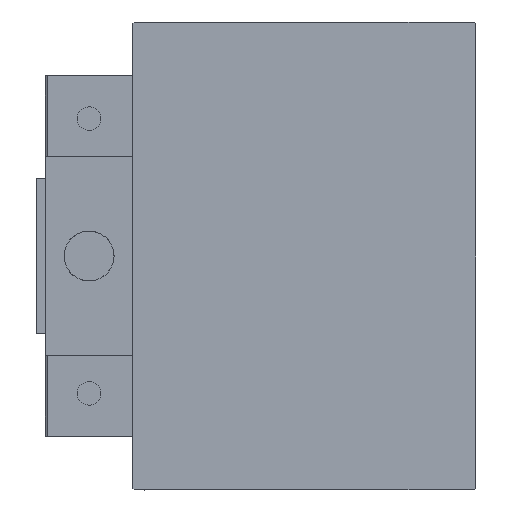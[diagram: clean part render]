
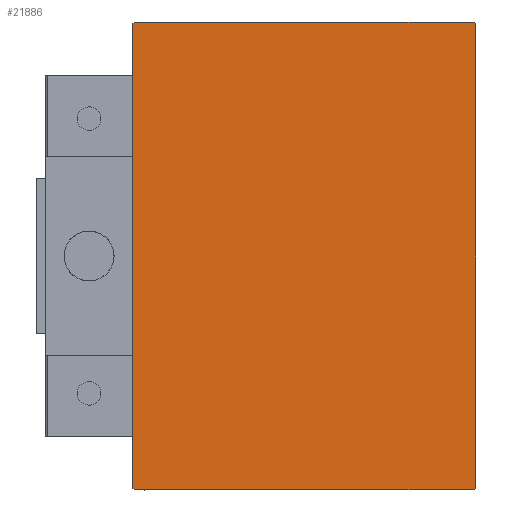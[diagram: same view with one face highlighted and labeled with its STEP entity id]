
A CAD part, left-side view. The second image highlights one B-rep face of the part: STEP entity #21886.
In plain terms, the highlighted face is planar.
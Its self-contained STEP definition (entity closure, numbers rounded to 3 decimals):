
#1790 = AXIS2_PLACEMENT_3D ( 'NONE', #46904, #35187, #11244 ) ;
#2253 = CARTESIAN_POINT ( 'NONE',  ( 135., 27.5, 37.2 ) ) ;
#2892 = VERTEX_POINT ( 'NONE', #41111 ) ;
#4532 = CARTESIAN_POINT ( 'NONE',  ( 135., -27.5, 37.2 ) ) ;
#5094 = EDGE_CURVE ( 'NONE', #41491, #23985, #13164, .T. ) ;
#5476 = DIRECTION ( 'NONE',  ( 0., 0., 1. ) ) ;
#5659 = EDGE_CURVE ( 'NONE', #14035, #2892, #16433, .T. ) ;
#7867 = DIRECTION ( 'NONE',  ( 0., 0.707, 0.707 ) ) ;
#8398 = ORIENTED_EDGE ( 'NONE', *, *, #26260, .T. ) ;
#8636 = CARTESIAN_POINT ( 'NONE',  ( 135., 32.35, -32.35 ) ) ;
#8948 = CARTESIAN_POINT ( 'NONE',  ( 135., -27.5, -37.2 ) ) ;
#9390 = ORIENTED_EDGE ( 'NONE', *, *, #10629, .T. ) ;
#9556 = CARTESIAN_POINT ( 'NONE',  ( 135., 32.35, 32.35 ) ) ;
#10326 = DIRECTION ( 'NONE',  ( 0., 0.707, -0.707 ) ) ;
#10629 = EDGE_CURVE ( 'NONE', #23985, #35688, #33919, .T. ) ;
#11244 = DIRECTION ( 'NONE',  ( 0., 0., -1. ) ) ;
#12062 = VECTOR ( 'NONE', #32900, 1000. ) ;
#12413 = VECTOR ( 'NONE', #16140, 1000. ) ;
#12723 = ORIENTED_EDGE ( 'NONE', *, *, #39662, .T. ) ;
#13164 = LINE ( 'NONE', #13421, #30305 ) ;
#13421 = CARTESIAN_POINT ( 'NONE',  ( 135., -32.35, 32.35 ) ) ;
#13796 = VERTEX_POINT ( 'NONE', #27983 ) ;
#14035 = VERTEX_POINT ( 'NONE', #47713 ) ;
#14494 = LINE ( 'NONE', #29339, #16394 ) ;
#14792 = VECTOR ( 'NONE', #48090, 1000. ) ;
#16079 = CARTESIAN_POINT ( 'NONE',  ( 135., -27.2, 37.5 ) ) ;
#16140 = DIRECTION ( 'NONE',  ( 0., -1., 0. ) ) ;
#16394 = VECTOR ( 'NONE', #10326, 1000. ) ;
#16433 = LINE ( 'NONE', #8636, #51086 ) ;
#16492 = EDGE_CURVE ( 'NONE', #22754, #41491, #43493, .T. ) ;
#17322 = EDGE_CURVE ( 'NONE', #2892, #19309, #17946, .T. ) ;
#17441 = ORIENTED_EDGE ( 'NONE', *, *, #17322, .T. ) ;
#17946 = LINE ( 'NONE', #40862, #32380 ) ;
#19309 = VERTEX_POINT ( 'NONE', #2253 ) ;
#19842 = ORIENTED_EDGE ( 'NONE', *, *, #42729, .T. ) ;
#21886 = ADVANCED_FACE ( 'NONE', ( #50808 ), #31032, .T. ) ;
#22754 = VERTEX_POINT ( 'NONE', #36322 ) ;
#23985 = VERTEX_POINT ( 'NONE', #4532 ) ;
#26202 = LINE ( 'NONE', #9556, #36694 ) ;
#26260 = EDGE_CURVE ( 'NONE', #13796, #14035, #51481, .T. ) ;
#27983 = CARTESIAN_POINT ( 'NONE',  ( 135., -27.2, -37.5 ) ) ;
#29339 = CARTESIAN_POINT ( 'NONE',  ( 135., -32.35, -32.35 ) ) ;
#29839 = DIRECTION ( 'NONE',  ( 0., -0.707, 0.707 ) ) ;
#30305 = VECTOR ( 'NONE', #44911, 1000. ) ;
#31032 = PLANE ( 'NONE',  #1790 ) ;
#32380 = VECTOR ( 'NONE', #5476, 1000. ) ;
#32900 = DIRECTION ( 'NONE',  ( 0., 0., -1. ) ) ;
#33148 = CARTESIAN_POINT ( 'NONE',  ( 135., -27.5, 37.5 ) ) ;
#33919 = LINE ( 'NONE', #33148, #12062 ) ;
#35187 = DIRECTION ( 'NONE',  ( 1., 0., 0. ) ) ;
#35688 = VERTEX_POINT ( 'NONE', #8948 ) ;
#36322 = CARTESIAN_POINT ( 'NONE',  ( 135., 27.2, 37.5 ) ) ;
#36694 = VECTOR ( 'NONE', #29839, 1000. ) ;
#39479 = EDGE_LOOP ( 'NONE', ( #8398, #47369, #17441, #19842, #41420, #44724, #9390, #12723 ) ) ;
#39587 = CARTESIAN_POINT ( 'NONE',  ( 135., 27.5, 37.5 ) ) ;
#39662 = EDGE_CURVE ( 'NONE', #35688, #13796, #14494, .T. ) ;
#40862 = CARTESIAN_POINT ( 'NONE',  ( 135., 27.5, -37.5 ) ) ;
#41111 = CARTESIAN_POINT ( 'NONE',  ( 135., 27.5, -37.2 ) ) ;
#41420 = ORIENTED_EDGE ( 'NONE', *, *, #16492, .T. ) ;
#41491 = VERTEX_POINT ( 'NONE', #16079 ) ;
#42729 = EDGE_CURVE ( 'NONE', #19309, #22754, #26202, .T. ) ;
#43493 = LINE ( 'NONE', #39587, #12413 ) ;
#44724 = ORIENTED_EDGE ( 'NONE', *, *, #5094, .T. ) ;
#44911 = DIRECTION ( 'NONE',  ( 0., -0.707, -0.707 ) ) ;
#46904 = CARTESIAN_POINT ( 'NONE',  ( 135., 0., 0. ) ) ;
#47369 = ORIENTED_EDGE ( 'NONE', *, *, #5659, .T. ) ;
#47573 = CARTESIAN_POINT ( 'NONE',  ( 135., -27.5, -37.5 ) ) ;
#47713 = CARTESIAN_POINT ( 'NONE',  ( 135., 27.2, -37.5 ) ) ;
#48090 = DIRECTION ( 'NONE',  ( 0., 1., 0. ) ) ;
#50808 = FACE_OUTER_BOUND ( 'NONE', #39479, .T. ) ;
#51086 = VECTOR ( 'NONE', #7867, 1000. ) ;
#51481 = LINE ( 'NONE', #47573, #14792 ) ;
